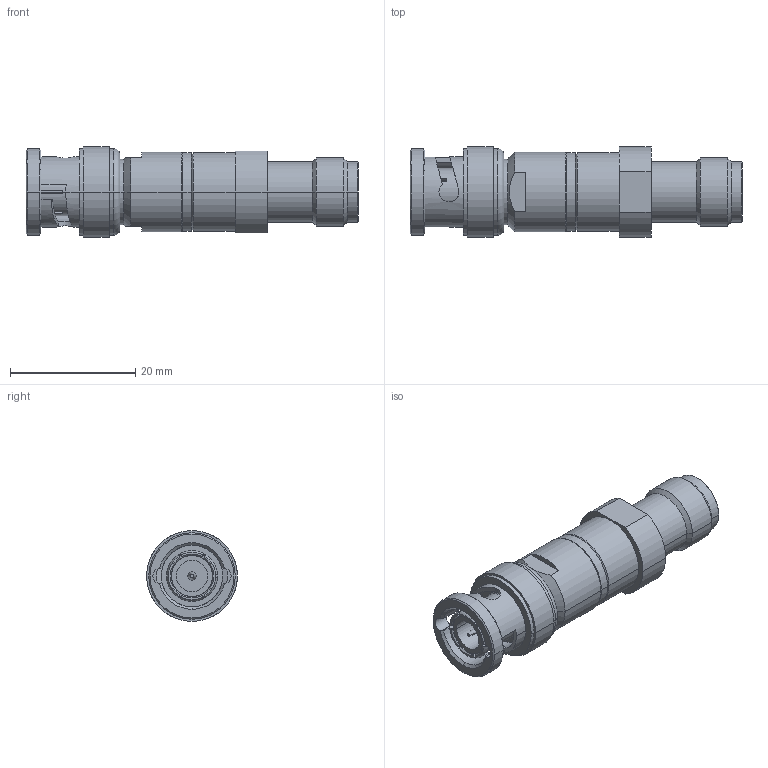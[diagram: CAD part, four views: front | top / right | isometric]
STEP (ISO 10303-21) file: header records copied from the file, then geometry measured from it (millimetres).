
FILE_DESCRIPTION (( 'STEP AP214' ), '1' );
FILE_NAME ('PE8282_3D.STEP', '2022-01-26T16:59:17', ( '' ), ( '' ), 'SwSTEP 2.0', 'SolidWorks 2021', '' );
FILE_SCHEMA (( 'AUTOMOTIVE_DESIGN' ));
Length unit declared in the file: inch
Products named in the file (4): DC-TF^PE8282; FAT-B-11^PE8282; PE8282_3D; DCS-BM-50^PE8282
Assembly tree (3 placements, depth 2):
  PE8282_3D
    DCS-BM-50^PE8282
    FAT-B-11^PE8282
    DC-TF^PE8282
Bounding box: 53 x 14.5 x 14.5 mm (x, y, z)
Volume: 6622.4 mm3; surface area: 4567.1 mm2
Topology: 3 solids, 3 shells, 191 faces, 466 edges, 293 vertices
Faces by surface type: plane 68, cylinder 62, cone 53, torus 8
Entity records: 6529 total; most frequent: CARTESIAN_POINT 1792, DIRECTION 1011, ORIENTED_EDGE 932, EDGE_CURVE 466, AXIS2_PLACEMENT_3D 404, VERTEX_POINT 293, CIRCLE 207, EDGE_LOOP 207
